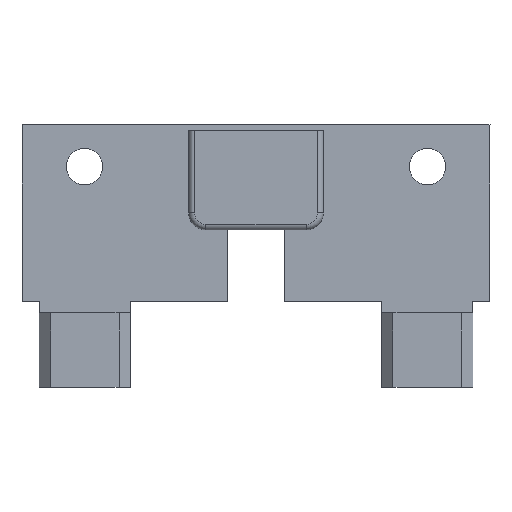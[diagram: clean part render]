
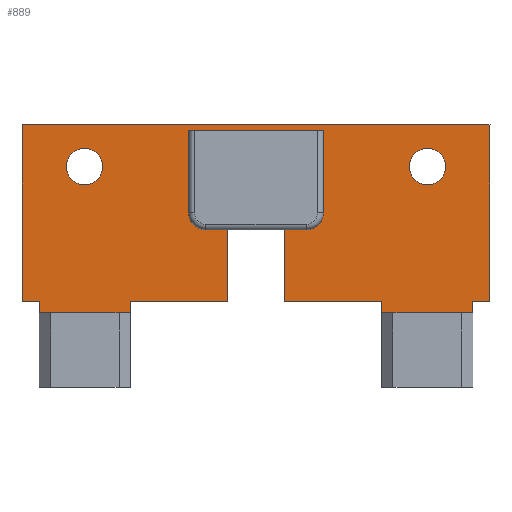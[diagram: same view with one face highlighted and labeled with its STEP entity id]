
A CAD part, top view. The second image highlights one B-rep face of the part: STEP entity #889.
In plain terms, the highlighted planar face has unit normal (0, 0, 1).
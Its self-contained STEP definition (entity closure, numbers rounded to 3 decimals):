
#33=FACE_BOUND('',#118,.T.);
#34=FACE_BOUND('',#119,.T.);
#39=CIRCLE('',#956,1.5);
#40=CIRCLE('',#957,1.5);
#41=CIRCLE('',#958,1.6);
#42=CIRCLE('',#959,1.6);
#66=FACE_OUTER_BOUND('',#117,.T.);
#117=EDGE_LOOP('',(#649,#650,#651,#652,#653,#654,#655,#656,#657,#658,#659,
#660,#661,#662,#663,#664,#665,#666,#667,#668,#669,#670));
#118=EDGE_LOOP('',(#671));
#119=EDGE_LOOP('',(#672));
#159=LINE('',#1268,#267);
#162=LINE('',#1275,#270);
#169=LINE('',#1288,#277);
#187=LINE('',#1328,#295);
#199=LINE('',#1353,#307);
#200=LINE('',#1355,#308);
#201=LINE('',#1358,#309);
#202=LINE('',#1360,#310);
#203=LINE('',#1362,#311);
#204=LINE('',#1364,#312);
#205=LINE('',#1366,#313);
#206=LINE('',#1368,#314);
#207=LINE('',#1372,#315);
#208=LINE('',#1374,#316);
#209=LINE('',#1376,#317);
#210=LINE('',#1380,#318);
#211=LINE('',#1382,#319);
#212=LINE('',#1384,#320);
#213=LINE('',#1386,#321);
#214=LINE('',#1387,#322);
#267=VECTOR('',#1018,10.);
#270=VECTOR('',#1023,10.);
#277=VECTOR('',#1032,10.);
#295=VECTOR('',#1060,10.);
#307=VECTOR('',#1080,10.);
#308=VECTOR('',#1083,10.);
#309=VECTOR('',#1086,10.);
#310=VECTOR('',#1087,10.);
#311=VECTOR('',#1088,10.);
#312=VECTOR('',#1089,10.);
#313=VECTOR('',#1090,10.);
#314=VECTOR('',#1091,10.);
#315=VECTOR('',#1094,10.);
#316=VECTOR('',#1095,10.);
#317=VECTOR('',#1096,10.);
#318=VECTOR('',#1099,10.);
#319=VECTOR('',#1100,10.);
#320=VECTOR('',#1101,10.);
#321=VECTOR('',#1102,10.);
#322=VECTOR('',#1103,10.);
#374=VERTEX_POINT('',#1264);
#376=VERTEX_POINT('',#1267);
#378=VERTEX_POINT('',#1273);
#379=VERTEX_POINT('',#1274);
#384=VERTEX_POINT('',#1286);
#400=VERTEX_POINT('',#1325);
#401=VERTEX_POINT('',#1327);
#411=VERTEX_POINT('',#1357);
#412=VERTEX_POINT('',#1359);
#413=VERTEX_POINT('',#1361);
#414=VERTEX_POINT('',#1363);
#415=VERTEX_POINT('',#1365);
#416=VERTEX_POINT('',#1367);
#417=VERTEX_POINT('',#1369);
#418=VERTEX_POINT('',#1371);
#419=VERTEX_POINT('',#1373);
#420=VERTEX_POINT('',#1375);
#421=VERTEX_POINT('',#1377);
#422=VERTEX_POINT('',#1379);
#423=VERTEX_POINT('',#1381);
#424=VERTEX_POINT('',#1383);
#425=VERTEX_POINT('',#1385);
#426=VERTEX_POINT('',#1388);
#427=VERTEX_POINT('',#1390);
#459=EDGE_CURVE('',#376,#374,#159,.T.);
#462=EDGE_CURVE('',#378,#379,#162,.T.);
#469=EDGE_CURVE('',#374,#384,#169,.T.);
#489=EDGE_CURVE('',#401,#400,#187,.T.);
#502=EDGE_CURVE('',#379,#376,#199,.T.);
#503=EDGE_CURVE('',#400,#378,#200,.T.);
#504=EDGE_CURVE('',#411,#384,#201,.T.);
#505=EDGE_CURVE('',#411,#412,#202,.F.);
#506=EDGE_CURVE('',#413,#412,#203,.T.);
#507=EDGE_CURVE('',#413,#414,#204,.T.);
#508=EDGE_CURVE('',#414,#415,#205,.F.);
#509=EDGE_CURVE('',#415,#416,#206,.F.);
#510=EDGE_CURVE('',#417,#416,#39,.F.);
#511=EDGE_CURVE('',#417,#418,#207,.T.);
#512=EDGE_CURVE('',#419,#418,#208,.T.);
#513=EDGE_CURVE('',#419,#420,#209,.T.);
#514=EDGE_CURVE('',#421,#420,#40,.F.);
#515=EDGE_CURVE('',#421,#422,#210,.F.);
#516=EDGE_CURVE('',#422,#423,#211,.F.);
#517=EDGE_CURVE('',#423,#424,#212,.T.);
#518=EDGE_CURVE('',#424,#425,#213,.T.);
#519=EDGE_CURVE('',#425,#401,#214,.F.);
#520=EDGE_CURVE('',#426,#426,#41,.F.);
#521=EDGE_CURVE('',#427,#427,#42,.F.);
#649=ORIENTED_EDGE('',*,*,#459,.T.);
#650=ORIENTED_EDGE('',*,*,#469,.T.);
#651=ORIENTED_EDGE('',*,*,#504,.F.);
#652=ORIENTED_EDGE('',*,*,#505,.T.);
#653=ORIENTED_EDGE('',*,*,#506,.F.);
#654=ORIENTED_EDGE('',*,*,#507,.T.);
#655=ORIENTED_EDGE('',*,*,#508,.T.);
#656=ORIENTED_EDGE('',*,*,#509,.T.);
#657=ORIENTED_EDGE('',*,*,#510,.F.);
#658=ORIENTED_EDGE('',*,*,#511,.T.);
#659=ORIENTED_EDGE('',*,*,#512,.F.);
#660=ORIENTED_EDGE('',*,*,#513,.T.);
#661=ORIENTED_EDGE('',*,*,#514,.F.);
#662=ORIENTED_EDGE('',*,*,#515,.T.);
#663=ORIENTED_EDGE('',*,*,#516,.T.);
#664=ORIENTED_EDGE('',*,*,#517,.T.);
#665=ORIENTED_EDGE('',*,*,#518,.T.);
#666=ORIENTED_EDGE('',*,*,#519,.T.);
#667=ORIENTED_EDGE('',*,*,#489,.T.);
#668=ORIENTED_EDGE('',*,*,#503,.T.);
#669=ORIENTED_EDGE('',*,*,#462,.T.);
#670=ORIENTED_EDGE('',*,*,#502,.T.);
#671=ORIENTED_EDGE('',*,*,#520,.T.);
#672=ORIENTED_EDGE('',*,*,#521,.T.);
#852=PLANE('',#955);
#889=ADVANCED_FACE('',(#66,#33,#34),#852,.F.);
#955=AXIS2_PLACEMENT_3D('',#1356,#1084,#1085);
#956=AXIS2_PLACEMENT_3D('',#1370,#1092,#1093);
#957=AXIS2_PLACEMENT_3D('',#1378,#1097,#1098);
#958=AXIS2_PLACEMENT_3D('',#1389,#1104,#1105);
#959=AXIS2_PLACEMENT_3D('',#1391,#1106,#1107);
#1018=DIRECTION('',(0.,-1.,0.));
#1023=DIRECTION('',(0.,1.,0.));
#1032=DIRECTION('',(1.,0.,0.));
#1060=DIRECTION('',(0.,1.,0.));
#1080=DIRECTION('',(-1.,0.,0.));
#1083=DIRECTION('',(1.,0.,0.));
#1084=DIRECTION('center_axis',(0.,0.,
-1.));
#1085=DIRECTION('ref_axis',(1.,0.,0.));
#1086=DIRECTION('',(0.,1.,0.));
#1087=DIRECTION('',(-1.,0.,0.));
#1088=DIRECTION('',(0.,-1.,0.));
#1089=DIRECTION('',(1.,0.,0.));
#1090=DIRECTION('',(0.,-1.,0.));
#1091=DIRECTION('',(1.,0.,0.));
#1092=DIRECTION('center_axis',(0.,0.,
-1.));
#1093=DIRECTION('ref_axis',(-0.707,-0.707,0.));
#1094=DIRECTION('',(0.,1.,0.));
#1095=DIRECTION('',(-1.,0.,0.));
#1096=DIRECTION('',(0.,-1.,0.));
#1097=DIRECTION('center_axis',(0.,0.,
-1.));
#1098=DIRECTION('ref_axis',(0.707,-0.707,0.));
#1099=DIRECTION('',(1.,0.,0.));
#1100=DIRECTION('',(0.,1.,0.));
#1101=DIRECTION('',(1.,0.,0.));
#1102=DIRECTION('',(0.,-1.,0.));
#1103=DIRECTION('',(-1.,0.,0.));
#1104=DIRECTION('center_axis',(0.,0.,
1.));
#1105=DIRECTION('ref_axis',(1.,0.,0.));
#1106=DIRECTION('center_axis',(0.,0.,
1.));
#1107=DIRECTION('ref_axis',(1.,0.,0.));
#1264=CARTESIAN_POINT('',(-20.177,-12.022,-0.1));
#1267=CARTESIAN_POINT('',(-20.177,3.478,-0.1));
#1268=CARTESIAN_POINT('',(-20.177,-9.147,-0.1));
#1273=CARTESIAN_POINT('',(20.823,-12.022,-0.1));
#1274=CARTESIAN_POINT('',(20.823,3.478,-0.1));
#1275=CARTESIAN_POINT('',(20.823,-1.147,-0.1));
#1286=CARTESIAN_POINT('',(-18.677,-12.022,-0.1));
#1288=CARTESIAN_POINT('',(-2.177,-12.022,-0.1));
#1325=CARTESIAN_POINT('',(19.323,-12.022,-0.1));
#1327=CARTESIAN_POINT('',(19.323,-13.022,-0.1));
#1328=CARTESIAN_POINT('',(19.323,-7.022,-0.1));
#1353=CARTESIAN_POINT('',(-22.177,3.478,-0.1));
#1355=CARTESIAN_POINT('',(22.82,-12.022,-0.1));
#1356=CARTESIAN_POINT('Origin',(0.323,-5.772,-0.1));
#1357=CARTESIAN_POINT('',(-18.677,-13.022,-0.1));
#1358=CARTESIAN_POINT('',(-18.677,-14.522,-0.1));
#1359=CARTESIAN_POINT('',(-10.677,-13.022,-0.1));
#1360=CARTESIAN_POINT('',(-5.177,-13.022,-0.1));
#1361=CARTESIAN_POINT('',(-10.677,-12.022,-0.1));
#1362=CARTESIAN_POINT('',(-10.677,-6.397,-0.1));
#1363=CARTESIAN_POINT('',(-2.177,-12.022,-0.1));
#1364=CARTESIAN_POINT('',(5.823,-12.022,-0.1));
#1365=CARTESIAN_POINT('',(-2.177,-5.745,-0.1));
#1366=CARTESIAN_POINT('',(-2.177,-4.397,-0.1));
#1367=CARTESIAN_POINT('',(-4.077,-5.745,-0.1));
#1368=CARTESIAN_POINT('',(-2.627,-5.745,-0.1));
#1369=CARTESIAN_POINT('',(-5.577,-4.245,-0.1));
#1370=CARTESIAN_POINT('Origin',(-4.077,-4.245,-0.1));
#1371=CARTESIAN_POINT('',(-5.577,2.978,-0.1));
#1372=CARTESIAN_POINT('',(-5.577,-5.022,-0.1));
#1373=CARTESIAN_POINT('',(6.223,2.978,-0.1));
#1374=CARTESIAN_POINT('',(3.273,2.978,-0.1));
#1375=CARTESIAN_POINT('',(6.223,-4.245,-0.1));
#1376=CARTESIAN_POINT('',(6.223,2.978,-0.1));
#1377=CARTESIAN_POINT('',(4.723,-5.745,-0.1));
#1378=CARTESIAN_POINT('Origin',(4.723,-4.245,-0.1));
#1379=CARTESIAN_POINT('',(2.823,-5.745,-0.1));
#1380=CARTESIAN_POINT('',(-2.627,-5.745,-0.1));
#1381=CARTESIAN_POINT('',(2.823,-12.022,-0.1));
#1382=CARTESIAN_POINT('',(2.823,-8.897,-0.1));
#1383=CARTESIAN_POINT('',(11.323,-12.022,-0.1));
#1384=CARTESIAN_POINT('',(5.823,-12.022,-0.1));
#1385=CARTESIAN_POINT('',(11.323,-13.022,-0.1));
#1386=CARTESIAN_POINT('',(11.323,-10.147,-0.1));
#1387=CARTESIAN_POINT('',(9.823,-13.022,-0.1));
#1388=CARTESIAN_POINT('',(13.748,-0.192,-0.1));
#1389=CARTESIAN_POINT('Origin',(15.348,-0.192,-0.1));
#1390=CARTESIAN_POINT('',(-16.302,-0.192,-0.1));
#1391=CARTESIAN_POINT('Origin',(-14.702,-0.192,-0.1));
